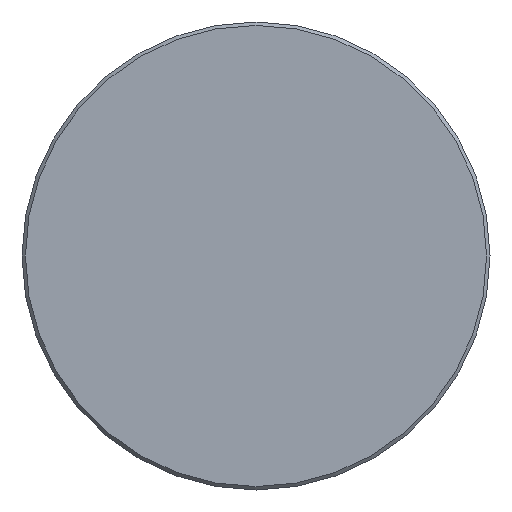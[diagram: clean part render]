
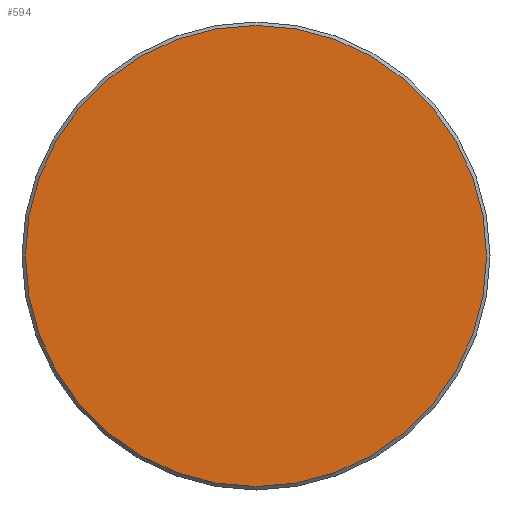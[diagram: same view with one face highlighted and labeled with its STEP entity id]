
A CAD part, left-side view. The second image highlights one B-rep face of the part: STEP entity #594.
In plain terms, the highlighted planar face has unit normal (-1, 0, 0).
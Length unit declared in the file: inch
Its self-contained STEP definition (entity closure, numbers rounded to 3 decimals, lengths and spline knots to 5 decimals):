
#86 = DIRECTION ( 'NONE',  ( -1., 0., 0. ) ) ;
#88 = ORIENTED_EDGE ( 'NONE', *, *, #832, .T. ) ;
#130 = FACE_OUTER_BOUND ( 'NONE', #378, .T. ) ;
#200 = CARTESIAN_POINT ( 'NONE',  ( -6.31, 0., 1.62 ) ) ;
#378 = EDGE_LOOP ( 'NONE', ( #88 ) ) ;
#454 = CARTESIAN_POINT ( 'NONE',  ( -6.31, 0., 0. ) ) ;
#463 = CIRCLE ( 'NONE', #721, 1.62 ) ;
#540 = PLANE ( 'NONE',  #870 ) ;
#594 = ADVANCED_FACE ( 'NONE', ( #130 ), #540, .T. ) ;
#609 = DIRECTION ( 'NONE',  ( -1., 0., 0. ) ) ;
#612 = VERTEX_POINT ( 'NONE', #200 ) ;
#652 = DIRECTION ( 'NONE',  ( 0., 0., 1. ) ) ;
#693 = CARTESIAN_POINT ( 'NONE',  ( -6.31, 1.65, 0. ) ) ;
#721 = AXIS2_PLACEMENT_3D ( 'NONE', #454, #609, #652 ) ;
#832 = EDGE_CURVE ( 'NONE', #612, #612, #463, .T. ) ;
#870 = AXIS2_PLACEMENT_3D ( 'NONE', #693, #86, #876 ) ;
#876 = DIRECTION ( 'NONE',  ( 0., 0., 1. ) ) ;
